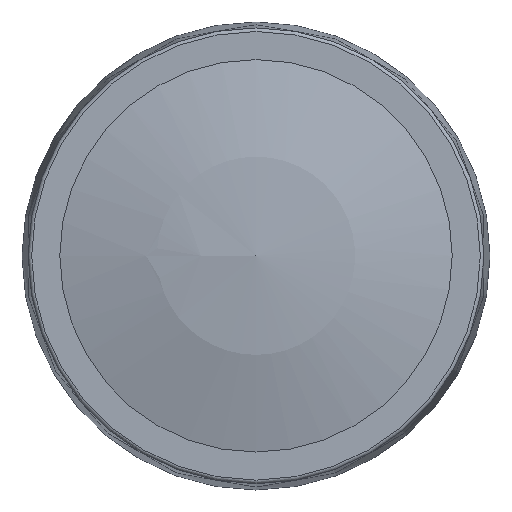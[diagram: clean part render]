
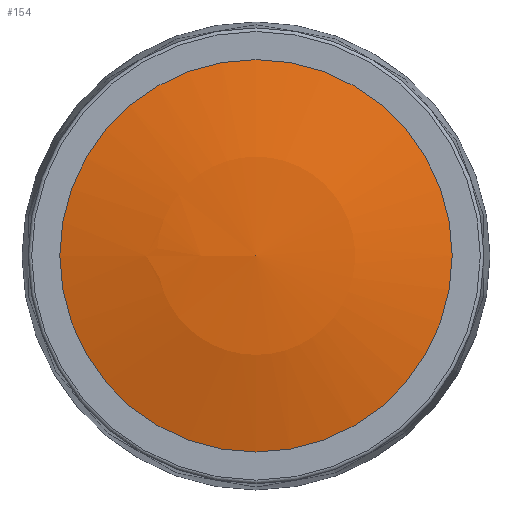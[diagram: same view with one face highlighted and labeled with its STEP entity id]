
A CAD part, top view. The second image highlights one B-rep face of the part: STEP entity #154.
In plain terms, the highlighted spherical face has radius 39.101 mm.
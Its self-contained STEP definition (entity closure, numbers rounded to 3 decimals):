
#154 = ADVANCED_FACE( '', ( #388 ), #389, .T. );
#388 = FACE_OUTER_BOUND( '', #742, .T. );
#389 = SPHERICAL_SURFACE( '', #743, 39.101 );
#742 = EDGE_LOOP( '', ( #1147 ) );
#743 = AXIS2_PLACEMENT_3D( '', #1148, #1149, #1150 );
#1147 = ORIENTED_EDGE( '', *, *, #1818, .T. );
#1148 = CARTESIAN_POINT( '', ( 0., 0., -7.601 ) );
#1149 = DIRECTION( '', ( 0., 0., 1. ) );
#1150 = DIRECTION( '', ( -1., 0., 0. ) );
#1818 = EDGE_CURVE( '', #2127, #2127, #2128, .T. );
#2127 = VERTEX_POINT( '', #2603 );
#2128 = CIRCLE( '', #2604, 10.9 );
#2603 = CARTESIAN_POINT( '', ( 0., 10.9, 29.95 ) );
#2604 = AXIS2_PLACEMENT_3D( '', #3177, #3178, #3179 );
#3177 = CARTESIAN_POINT( '', ( 0., 0., 29.95 ) );
#3178 = DIRECTION( '', ( 0., 0., 1. ) );
#3179 = DIRECTION( '', ( 0., 1., 0. ) );
